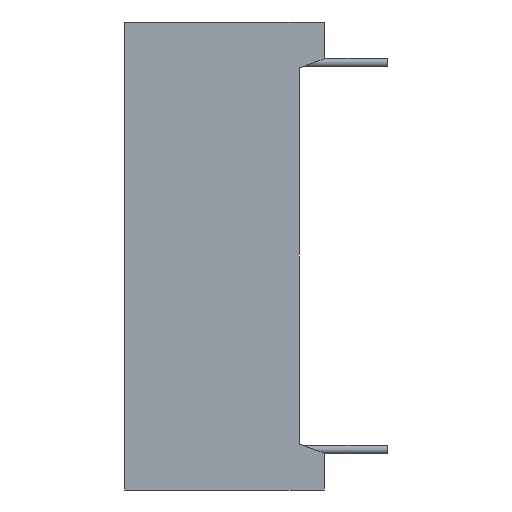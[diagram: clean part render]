
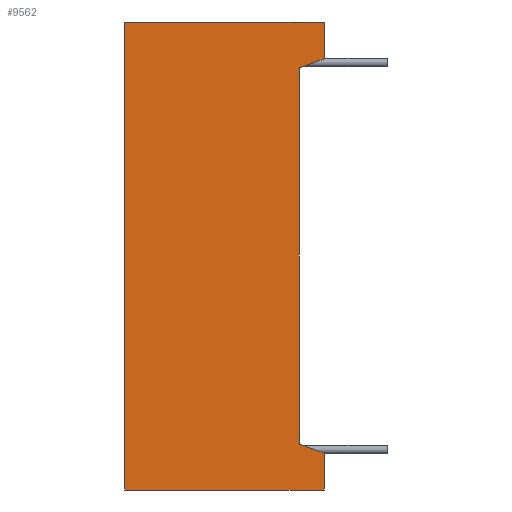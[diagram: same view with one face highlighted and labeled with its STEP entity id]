
A CAD part, left-side view. The second image highlights one B-rep face of the part: STEP entity #9562.
In plain terms, the highlighted planar face has unit normal (-1, 0, 0).
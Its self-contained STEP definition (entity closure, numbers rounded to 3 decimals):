
#369=LINE('',#12737,#1374);
#388=LINE('',#12800,#1393);
#400=LINE('',#12823,#1405);
#402=LINE('',#12827,#1407);
#403=LINE('',#12829,#1408);
#404=LINE('',#12831,#1409);
#405=LINE('',#12832,#1410);
#406=LINE('',#12833,#1411);
#1374=VECTOR('',#10764,1400.);
#1393=VECTOR('',#10813,1400.);
#1405=VECTOR('',#10833,1400.);
#1407=VECTOR('',#10837,1400.);
#1408=VECTOR('',#10838,1400.);
#1409=VECTOR('',#10839,1400.);
#1410=VECTOR('',#10840,1400.);
#1411=VECTOR('',#10841,1400.);
#2932=PLANE('',#10182);
#3429=FACE_OUTER_BOUND('',#3996,.T.);
#3996=EDGE_LOOP('',(#6972,#6973,#6974,#6975,#6976,#6977,#6978,#6979));
#4667=VERTEX_POINT('',#12734);
#4668=VERTEX_POINT('',#12736);
#4696=VERTEX_POINT('',#12798);
#4697=VERTEX_POINT('',#12799);
#4704=VERTEX_POINT('',#12822);
#4705=VERTEX_POINT('',#12826);
#4706=VERTEX_POINT('',#12828);
#4707=VERTEX_POINT('',#12830);
#5565=EDGE_CURVE('',#4668,#4667,#369,.T.);
#5596=EDGE_CURVE('',#4696,#4697,#388,.T.);
#5608=EDGE_CURVE('',#4704,#4667,#400,.T.);
#5610=EDGE_CURVE('',#4696,#4705,#402,.T.);
#5611=EDGE_CURVE('',#4705,#4706,#403,.T.);
#5612=EDGE_CURVE('',#4706,#4707,#404,.T.);
#5613=EDGE_CURVE('',#4707,#4668,#405,.T.);
#5614=EDGE_CURVE('',#4704,#4697,#406,.T.);
#6972=ORIENTED_EDGE('',*,*,#5610,.T.);
#6973=ORIENTED_EDGE('',*,*,#5611,.T.);
#6974=ORIENTED_EDGE('',*,*,#5612,.T.);
#6975=ORIENTED_EDGE('',*,*,#5613,.T.);
#6976=ORIENTED_EDGE('',*,*,#5565,.T.);
#6977=ORIENTED_EDGE('',*,*,#5608,.F.);
#6978=ORIENTED_EDGE('',*,*,#5614,.T.);
#6979=ORIENTED_EDGE('',*,*,#5596,.F.);
#9562=ADVANCED_FACE('',(#3429),#2932,.T.);
#10182=AXIS2_PLACEMENT_3D('',#12825,#10835,#10836);
#10764=DIRECTION('',(0.,0.,1.));
#10813=DIRECTION('',(0.,-1.,0.));
#10833=DIRECTION('',(0.,0.94,-0.342));
#10835=DIRECTION('center_axis',(-1.,0.,0.));
#10836=DIRECTION('ref_axis',(0.,0.,1.));
#10837=DIRECTION('',(0.,0.,-1.));
#10838=DIRECTION('',(0.,-1.,0.));
#10839=DIRECTION('',(0.,0.,1.));
#10840=DIRECTION('',(0.,0.94,0.342));
#10841=DIRECTION('',(0.,0.,1.));
#12734=CARTESIAN_POINT('',(-35.21,-9.94,10.69));
#12736=CARTESIAN_POINT('',(-35.21,-9.94,-10.69));
#12737=CARTESIAN_POINT('',(-35.21,-9.94,-13.3));
#12798=CARTESIAN_POINT('',(-35.21,0.,13.3));
#12799=CARTESIAN_POINT('',(-35.21,-11.34,13.3));
#12800=CARTESIAN_POINT('',(-35.21,-11.34,13.3));
#12822=CARTESIAN_POINT('',(-35.21,-11.34,11.2));
#12823=CARTESIAN_POINT('',(-35.21,4.559,5.413));
#12825=CARTESIAN_POINT('Origin',(-35.21,-11.34,-13.3));
#12826=CARTESIAN_POINT('',(-35.21,0.,-13.3));
#12827=CARTESIAN_POINT('',(-35.21,0.,-13.3));
#12828=CARTESIAN_POINT('',(-35.21,-11.34,-13.3));
#12829=CARTESIAN_POINT('',(-35.21,-11.34,-13.3));
#12830=CARTESIAN_POINT('',(-35.21,-11.34,-11.2));
#12831=CARTESIAN_POINT('',(-35.21,-11.34,-13.3));
#12832=CARTESIAN_POINT('',(-35.21,-11.34,-11.2));
#12833=CARTESIAN_POINT('',(-35.21,-11.34,-13.3));
